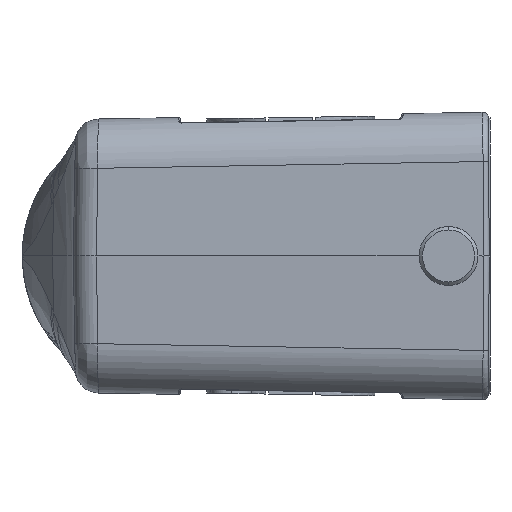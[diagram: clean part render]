
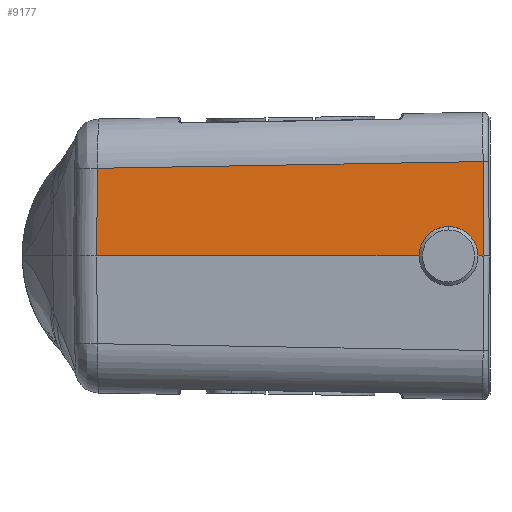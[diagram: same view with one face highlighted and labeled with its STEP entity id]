
A CAD part, left-side view. The second image highlights one B-rep face of the part: STEP entity #9177.
In plain terms, the highlighted planar face has unit normal (-1, 0.018, 0.017).
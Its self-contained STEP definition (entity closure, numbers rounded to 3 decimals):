
#466=CARTESIAN_POINT('',(-59.82,75.9,4.4));
#467=CARTESIAN_POINT('',(-59.827,75.506,4.4));
#468=CARTESIAN_POINT('',(-59.842,74.748,4.298));
#469=CARTESIAN_POINT('',(-59.869,73.671,3.853));
#470=CARTESIAN_POINT('',(-59.897,72.754,3.147));
#471=CARTESIAN_POINT('',(-59.925,72.047,2.229));
#472=CARTESIAN_POINT('',(-59.952,71.602,1.152));
#473=CARTESIAN_POINT('',(-59.967,71.5,0.394));
#474=CARTESIAN_POINT('',(-59.974,71.5,0.));
#476=CARTESIAN_POINT('',(-59.82,80.3,0.));
#477=CARTESIAN_POINT('',(-59.813,80.3,0.394));
#478=CARTESIAN_POINT('',(-59.802,80.198,1.152));
#479=CARTESIAN_POINT('',(-59.791,79.753,2.229));
#480=CARTESIAN_POINT('',(-59.787,79.047,3.146));
#481=CARTESIAN_POINT('',(-59.791,78.129,3.853));
#482=CARTESIAN_POINT('',(-59.802,77.052,4.298));
#483=CARTESIAN_POINT('',(-59.813,76.294,4.4));
#484=CARTESIAN_POINT('',(-59.82,75.9,4.4));
#486=DIRECTION('',(-0.017,0.017,-1.));
#487=VECTOR('',#486,13.118);
#488=CARTESIAN_POINT('',(-58.753,128.333,13.114));
#489=LINE('',#488,#487);
#490=DIRECTION('',(0.017,1.,-0.017));
#491=VECTOR('',#490,57.616);
#492=CARTESIAN_POINT('',(-59.741,70.734,14.119));
#493=LINE('',#492,#491);
#494=DIRECTION('',(0.018,0.008,1.));
#495=VECTOR('',#494,14.122);
#496=CARTESIAN_POINT('',(-59.989,70.614,
0.));
#497=LINE('',#496,#495);
#522=DIRECTION('',(0.017,1.,0.));
#523=VECTOR('',#522,0.886);
#524=CARTESIAN_POINT('',(-59.989,70.614,
0.));
#525=LINE('',#524,#523);
#538=DIRECTION('',(0.017,1.,0.));
#539=VECTOR('',#538,48.269);
#540=CARTESIAN_POINT('',(-59.82,80.3,0.));
#541=LINE('',#540,#539);
#7502=CARTESIAN_POINT('',(-58.978,128.562,
0.));
#7503=VERTEX_POINT('',#7502);
#7504=CARTESIAN_POINT('',(-58.753,128.333,13.114));
#7505=VERTEX_POINT('',#7504);
#7549=CARTESIAN_POINT('',(-59.82,80.3,
0.));
#7550=VERTEX_POINT('',#7549);
#7552=CARTESIAN_POINT('',(-59.989,70.614,
0.));
#7553=VERTEX_POINT('',#7552);
#7554=CARTESIAN_POINT('',(-59.974,71.5,
0.));
#7555=VERTEX_POINT('',#7554);
#7556=CARTESIAN_POINT('',(-59.741,70.734,14.119));
#7557=VERTEX_POINT('',#7556);
#7558=VERTEX_POINT('',#484);
#9157=CARTESIAN_POINT('',(-59.575,70.,24.335));
#9158=DIRECTION('',(-1.,0.017,0.017));
#9159=DIRECTION('',(-0.017,-1.,0.));
#9160=AXIS2_PLACEMENT_3D('',#9157,#9158,#9159);
#9161=PLANE('',#9160);
#9163=ORIENTED_EDGE('',*,*,#9162,.F.);
#9165=ORIENTED_EDGE('',*,*,#9164,.F.);
#9167=ORIENTED_EDGE('',*,*,#9166,.T.);
#9169=ORIENTED_EDGE('',*,*,#9168,.F.);
#9170=ORIENTED_EDGE('',*,*,#9135,.F.);
#9172=ORIENTED_EDGE('',*,*,#9171,.F.);
#9174=ORIENTED_EDGE('',*,*,#9173,.T.);
#9175=EDGE_LOOP('',(#9163,#9165,#9167,#9169,#9170,#9172,#9174));
#9176=FACE_OUTER_BOUND('',#9175,.F.);
#475=B_SPLINE_CURVE_WITH_KNOTS('',3,(#466,#467,#468,#469,#470,#471,#472,#473,
#474),.UNSPECIFIED.,.F.,.F.,(4,1,1,1,1,1,4),(0.,0.167,
0.333,0.5,0.667,0.833,1.),
.UNSPECIFIED.);
#485=B_SPLINE_CURVE_WITH_KNOTS('',3,(#476,#477,#478,#479,#480,#481,#482,#483,
#484),.UNSPECIFIED.,.F.,.F.,(4,1,1,1,1,1,4),(0.,0.167,
0.333,0.5,0.667,0.833,1.),
.UNSPECIFIED.);
#9135=EDGE_CURVE('',#7557,#7505,#493,.T.);
#9162=EDGE_CURVE('',#7558,#7555,#475,.T.);
#9164=EDGE_CURVE('',#7550,#7558,#485,.T.);
#9166=EDGE_CURVE('',#7550,#7503,#541,.T.);
#9168=EDGE_CURVE('',#7505,#7503,#489,.T.);
#9171=EDGE_CURVE('',#7553,#7557,#497,.T.);
#9173=EDGE_CURVE('',#7553,#7555,#525,.T.);
#9177=ADVANCED_FACE('',(#9176),#9161,.T.);
